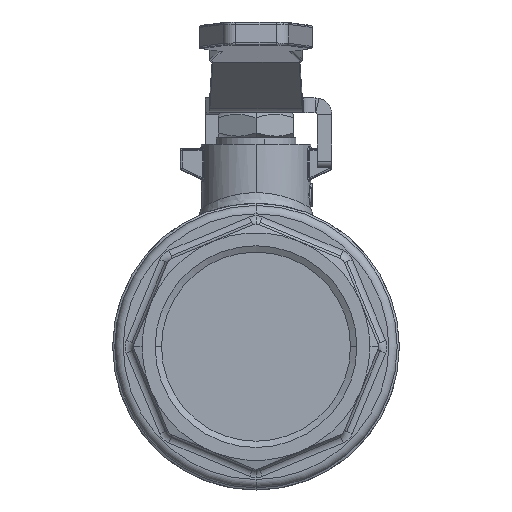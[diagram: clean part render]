
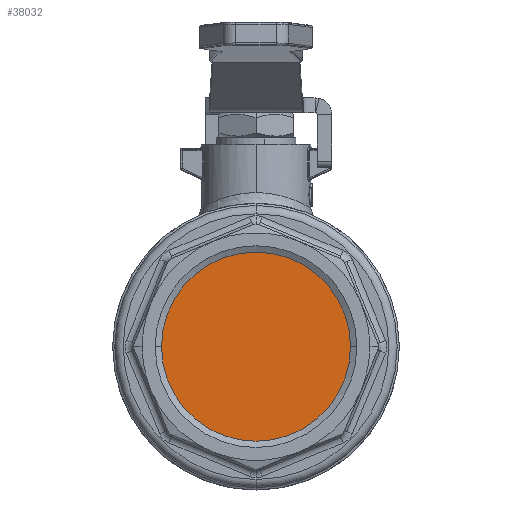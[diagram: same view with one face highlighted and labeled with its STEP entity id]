
A CAD part, front view. The second image highlights one B-rep face of the part: STEP entity #38032.
In plain terms, the highlighted planar face has unit normal (0, -1, 0).
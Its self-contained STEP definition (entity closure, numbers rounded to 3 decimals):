
#11447=CARTESIAN_POINT('',(22.423,-30.3,-0.));
#11448=VERTEX_POINT('',#11447);
#11464=CARTESIAN_POINT('',(-22.423,-30.3,0.));
#11465=VERTEX_POINT('',#11464);
#11472=CARTESIAN_POINT('',(0.,-30.3,0.));
#11473=DIRECTION('',(0.,-1.,0.));
#11474=DIRECTION('',(1.,0.,-0.));
#11475=AXIS2_PLACEMENT_3D('',#11472,#11473,#11474);
#11476=CIRCLE('',#11475,22.423);
#11477=EDGE_CURVE('',#11448,#11465,#11476,.T.);
#13890=CARTESIAN_POINT('',(0.,-30.3,0.));
#13891=DIRECTION('',(0.,-1.,0.));
#13892=DIRECTION('',(1.,0.,-0.));
#13893=AXIS2_PLACEMENT_3D('',#13890,#13891,#13892);
#13894=CIRCLE('',#13893,22.423);
#13895=EDGE_CURVE('',#11465,#11448,#13894,.T.);
#38023=CARTESIAN_POINT('',(0.,-30.3,-24.306));
#38024=DIRECTION('',(0.,-1.,0.));
#38025=DIRECTION('',(0.,0.,1.));
#38026=AXIS2_PLACEMENT_3D('',#38023,#38024,#38025);
#38027=PLANE('',#38026);
#38028=ORIENTED_EDGE('',*,*,#13895,.T.);
#38029=ORIENTED_EDGE('',*,*,#11477,.T.);
#38030=EDGE_LOOP('',(#38028,#38029));
#38031=FACE_BOUND('',#38030,.T.);
#38032=ADVANCED_FACE('',(#38031),#38027,.T.);
